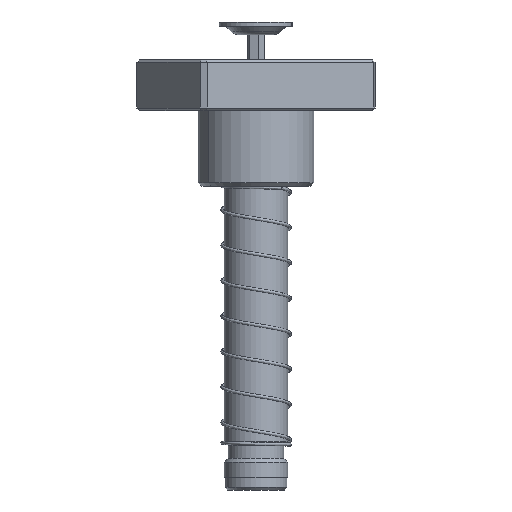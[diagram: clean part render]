
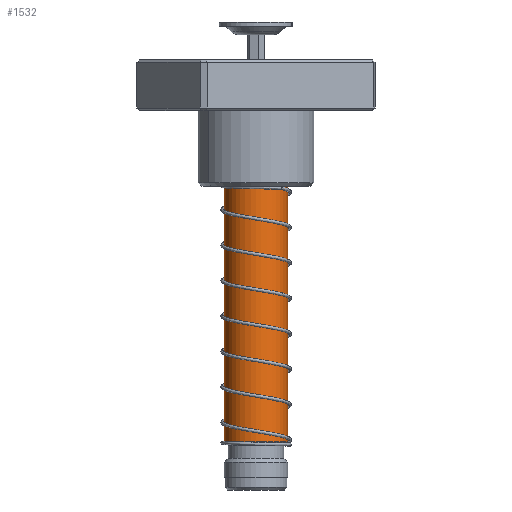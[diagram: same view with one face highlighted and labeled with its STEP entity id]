
A CAD part, front view. The second image highlights one B-rep face of the part: STEP entity #1532.
In plain terms, the highlighted cylindrical face has radius 12.5 mm (diameter 25 mm), a partial arc.
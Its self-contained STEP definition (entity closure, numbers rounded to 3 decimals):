
#50 = AXIS2_PLACEMENT_3D ( 'NONE', #19023, #6356, #3908 ) ;
#1132 = ORIENTED_EDGE ( 'NONE', *, *, #3620, .F. ) ;
#1532 = ADVANCED_FACE ( 'NONE', ( #27551 ), #10630, .T. ) ;
#2087 = VERTEX_POINT ( 'NONE', #28610 ) ;
#2734 = CARTESIAN_POINT ( 'NONE',  ( -12.5, 0., 170. ) ) ;
#3620 = EDGE_CURVE ( 'NONE', #2087, #24491, #28680, .T. ) ;
#3908 = DIRECTION ( 'NONE',  ( -1., 0., 0. ) ) ;
#5861 = VERTEX_POINT ( 'NONE', #24684 ) ;
#6356 = DIRECTION ( 'NONE',  ( 0., 0., -1. ) ) ;
#7104 = CARTESIAN_POINT ( 'NONE',  ( 12.5, 0., 170. ) ) ;
#7314 = DIRECTION ( 'NONE',  ( 0., 0., -1. ) ) ;
#10630 = CYLINDRICAL_SURFACE ( 'NONE', #50, 12.5 ) ;
#11941 = CARTESIAN_POINT ( 'NONE',  ( 12.5, 0., 19. ) ) ;
#14617 = VECTOR ( 'NONE', #28050, 1000. ) ;
#15517 = DIRECTION ( 'NONE',  ( -1., 0., 0. ) ) ;
#17296 = CARTESIAN_POINT ( 'NONE',  ( 0., 0., 19. ) ) ;
#18081 = EDGE_CURVE ( 'NONE', #5861, #26936, #20517, .T. ) ;
#19023 = CARTESIAN_POINT ( 'NONE',  ( 0., 0., 170. ) ) ;
#19971 = DIRECTION ( 'NONE',  ( 0., 0., -1. ) ) ;
#20129 = ORIENTED_EDGE ( 'NONE', *, *, #18081, .T. ) ;
#20517 = LINE ( 'NONE', #2734, #14617 ) ;
#20655 = CARTESIAN_POINT ( 'NONE',  ( -12.5, 0., 19. ) ) ;
#21199 = CARTESIAN_POINT ( 'NONE',  ( 0., 0., 167.5 ) ) ;
#22408 = VECTOR ( 'NONE', #19971, 1000. ) ;
#23997 = AXIS2_PLACEMENT_3D ( 'NONE', #17296, #7314, #15517 ) ;
#24384 = ORIENTED_EDGE ( 'NONE', *, *, #25576, .T. ) ;
#24491 = VERTEX_POINT ( 'NONE', #11941 ) ;
#24664 = CIRCLE ( 'NONE', #23997, 12.5 ) ;
#24684 = CARTESIAN_POINT ( 'NONE',  ( -12.5, 0., 167.5 ) ) ;
#25576 = EDGE_CURVE ( 'NONE', #2087, #5861, #30267, .T. ) ;
#25622 = ORIENTED_EDGE ( 'NONE', *, *, #26212, .F. ) ;
#26212 = EDGE_CURVE ( 'NONE', #24491, #26936, #24664, .T. ) ;
#26936 = VERTEX_POINT ( 'NONE', #20655 ) ;
#27551 = FACE_OUTER_BOUND ( 'NONE', #30630, .T. ) ;
#28050 = DIRECTION ( 'NONE',  ( 0., 0., -1. ) ) ;
#28610 = CARTESIAN_POINT ( 'NONE',  ( 12.5, 0., 167.5 ) ) ;
#28658 = DIRECTION ( 'NONE',  ( 1., 0., 0. ) ) ;
#28680 = LINE ( 'NONE', #7104, #22408 ) ;
#30267 = CIRCLE ( 'NONE', #31166, 12.5 ) ;
#30630 = EDGE_LOOP ( 'NONE', ( #1132, #24384, #20129, #25622 ) ) ;
#31097 = DIRECTION ( 'NONE',  ( 0., 0., -1. ) ) ;
#31166 = AXIS2_PLACEMENT_3D ( 'NONE', #21199, #31097, #28658 ) ;
